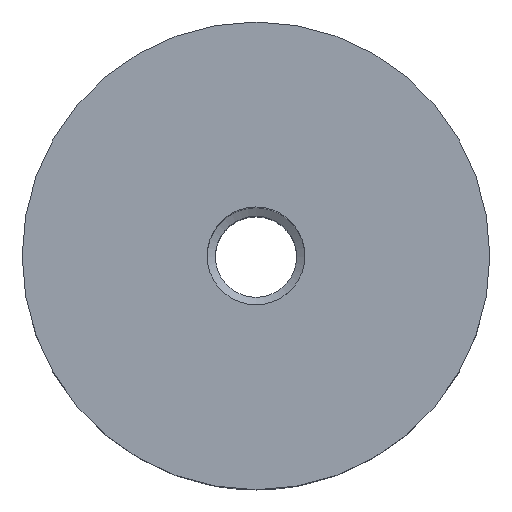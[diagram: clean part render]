
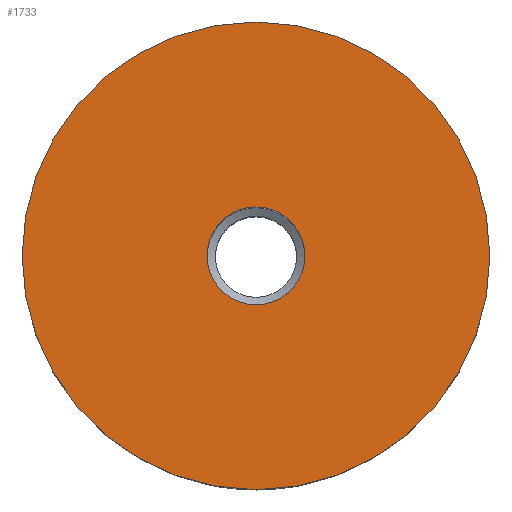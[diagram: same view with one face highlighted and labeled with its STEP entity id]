
A CAD part, top view. The second image highlights one B-rep face of the part: STEP entity #1733.
In plain terms, the highlighted planar face has unit normal (0, 0, 1).
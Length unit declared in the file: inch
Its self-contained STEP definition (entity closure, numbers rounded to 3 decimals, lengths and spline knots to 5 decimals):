
#139=PLANE($,#1884);
#159=CIRCLE($,#1802,0.375);
#201=CIRCLE($,#1881,0.0785);
#235=FACE_BOUND($,#425,.T.);
#236=FACE_BOUND($,#426,.T.);
#425=EDGE_LOOP($,(#1342));
#426=EDGE_LOOP($,(#1343));
#696=VERTEX_POINT($,#2508);
#756=VERTEX_POINT($,#2752);
#881=EDGE_CURVE($,#696,#696,#159,.T.);
#974=EDGE_CURVE($,#756,#756,#201,.T.);
#1342=ORIENTED_EDGE($,*,*,#974,.T.);
#1343=ORIENTED_EDGE($,*,*,#881,.F.);
#1733=ADVANCED_FACE($,(#235,#236),#139,.T.);
#1802=AXIS2_PLACEMENT_3D($,#2509,#1960,#1961);
#1881=AXIS2_PLACEMENT_3D($,#2753,#2163,#2164);
#1884=AXIS2_PLACEMENT_3D($,#2756,#2169,#2170);
#1960=DIRECTION('center_axis',(0.,0.,-1.));
#1961=DIRECTION('ref_axis',(-1.,0.,0.));
#2163=DIRECTION('center_axis',(0.,0.,-1.));
#2164=DIRECTION('ref_axis',(1.,0.,0.));
#2169=DIRECTION('center_axis',(0.,0.,1.));
#2170=DIRECTION('ref_axis',(1.,0.,0.));
#2508=CARTESIAN_POINT('',(0.375,0.,0.));
#2509=CARTESIAN_POINT('Origin',(0.,0.,0.));
#2752=CARTESIAN_POINT('',(0.0785,0.,0.));
#2753=CARTESIAN_POINT('Origin',(0.,0.,0.));
#2756=CARTESIAN_POINT('Origin',(0.,0.,
0.));
